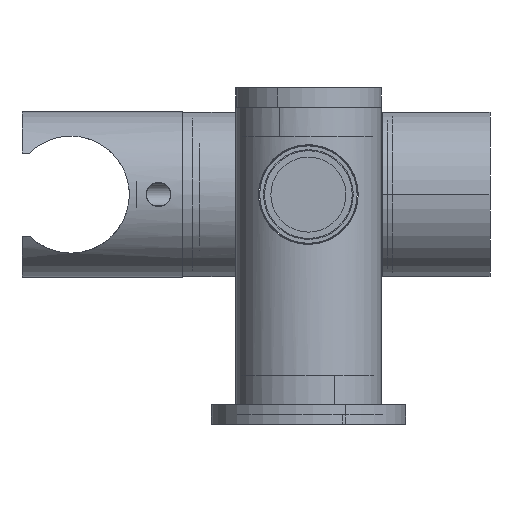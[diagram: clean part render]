
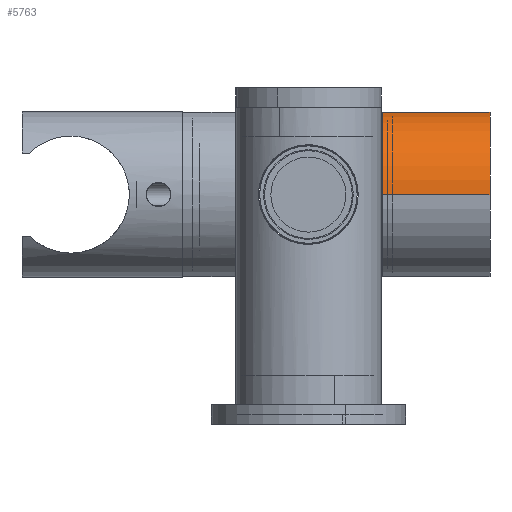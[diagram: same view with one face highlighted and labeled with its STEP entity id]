
A CAD part, front view. The second image highlights one B-rep face of the part: STEP entity #5763.
In plain terms, the highlighted cylindrical face has radius 16.9 mm (diameter 33.8 mm), a partial arc.
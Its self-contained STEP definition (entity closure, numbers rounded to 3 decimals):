
#82 = CYLINDRICAL_SURFACE ( 'NONE', #235, 16.9 ) ;
#116 = LINE ( 'NONE', #2231, #6078 ) ;
#234 = EDGE_CURVE ( 'NONE', #2756, #6410, #2862, .T. ) ;
#235 = AXIS2_PLACEMENT_3D ( 'NONE', #5366, #1150, #6451 ) ;
#412 = CARTESIAN_POINT ( 'NONE',  ( 1.59, 9.78, 16.825 ) ) ;
#440 = DIRECTION ( 'NONE',  ( 0., -1., 0. ) ) ;
#566 = DIRECTION ( 'NONE',  ( 0., 1., 0. ) ) ;
#606 = ORIENTED_EDGE ( 'NONE', *, *, #5156, .F. ) ;
#666 = CARTESIAN_POINT ( 'NONE',  ( 0., 0., -16.9 ) ) ;
#714 = CARTESIAN_POINT ( 'NONE',  ( 1.002, 12.736, 16.871 ) ) ;
#757 = EDGE_CURVE ( 'NONE', #6410, #3169, #6534, .T. ) ;
#783 = CARTESIAN_POINT ( 'NONE',  ( 0.887, 12.797, 16.877 ) ) ;
#805 = CIRCLE ( 'NONE', #2363, 16.9 ) ;
#859 = CARTESIAN_POINT ( 'NONE',  ( 0., 22., -16.9 ) ) ;
#864 = CARTESIAN_POINT ( 'NONE',  ( 1.322, 12.507, 16.848 ) ) ;
#949 = CARTESIAN_POINT ( 'NONE',  ( 2., 11., 16.781 ) ) ;
#1026 = CARTESIAN_POINT ( 'NONE',  ( 1.936, 10.482, 16.789 ) ) ;
#1150 = DIRECTION ( 'NONE',  ( 0., -1., 0. ) ) ;
#1289 = CARTESIAN_POINT ( 'NONE',  ( 1.747, 12.008, 16.81 ) ) ;
#1389 = CARTESIAN_POINT ( 'NONE',  ( 1.598, 12.231, 16.825 ) ) ;
#1514 = CARTESIAN_POINT ( 'NONE',  ( 1.736, 9.998, 16.811 ) ) ;
#1838 = CARTESIAN_POINT ( 'NONE',  ( 2., 11., 16.781 ) ) ;
#1878 = VERTEX_POINT ( 'NONE', #666 ) ;
#1879 = EDGE_CURVE ( 'NONE', #2486, #1878, #4836, .T. ) ;
#2212 = CARTESIAN_POINT ( 'NONE',  ( 0., 0., 0. ) ) ;
#2231 = CARTESIAN_POINT ( 'NONE',  ( 0., 22., -16.9 ) ) ;
#2241 = CARTESIAN_POINT ( 'NONE',  ( 0., 22., 0. ) ) ;
#2363 = AXIS2_PLACEMENT_3D ( 'NONE', #2241, #6491, #5277 ) ;
#2486 = VERTEX_POINT ( 'NONE', #6610 ) ;
#2576 = VERTEX_POINT ( 'NONE', #859 ) ;
#2689 = EDGE_CURVE ( 'NONE', #3941, #2756, #4816, .T. ) ;
#2691 = CARTESIAN_POINT ( 'NONE',  ( 2., 10.868, 16.781 ) ) ;
#2735 = CARTESIAN_POINT ( 'NONE',  ( 0., 13., 16.9 ) ) ;
#2756 = VERTEX_POINT ( 'NONE', #2735 ) ;
#2841 = CARTESIAN_POINT ( 'NONE',  ( 1.219, 12.591, 16.856 ) ) ;
#2862 = B_SPLINE_CURVE_WITH_KNOTS ( 'NONE', 3,
 ( #6121, #3918, #6549, #3357, #3428, #783, #714, #2841, #864, #1389, #1289, #3955, #5557, #1838 ),
 .UNSPECIFIED., .F., .F.,
 ( 4, 2, 2, 2, 2, 2, 4 ),
 ( 0.009, 0.01, 0.01, 0.011, 0.011, 0.012, 0.013 ),
 .UNSPECIFIED. ) ;
#3169 = VERTEX_POINT ( 'NONE', #3359 ) ;
#3175 = CARTESIAN_POINT ( 'NONE',  ( 1.898, 10.355, 16.793 ) ) ;
#3272 = CARTESIAN_POINT ( 'NONE',  ( 0., 22., 16.9 ) ) ;
#3291 = VECTOR ( 'NONE', #5321, 1000. ) ;
#3357 = CARTESIAN_POINT ( 'NONE',  ( 0.518, 12.936, 16.893 ) ) ;
#3359 = CARTESIAN_POINT ( 'NONE',  ( 0., 9., 16.9 ) ) ;
#3428 = CARTESIAN_POINT ( 'NONE',  ( 0.645, 12.898, 16.888 ) ) ;
#3433 = DIRECTION ( 'NONE',  ( 0., 0., 1. ) ) ;
#3698 = VECTOR ( 'NONE', #440, 1000. ) ;
#3800 = CARTESIAN_POINT ( 'NONE',  ( 0., 22., 16.9 ) ) ;
#3819 = DIRECTION ( 'NONE',  ( 0., -1., 0. ) ) ;
#3855 = ORIENTED_EDGE ( 'NONE', *, *, #234, .T. ) ;
#3916 = ORIENTED_EDGE ( 'NONE', *, *, #1879, .T. ) ;
#3918 = CARTESIAN_POINT ( 'NONE',  ( 0.132, 13., 16.9 ) ) ;
#3941 = VERTEX_POINT ( 'NONE', #3272 ) ;
#3955 = CARTESIAN_POINT ( 'NONE',  ( 1.947, 11.527, 16.788 ) ) ;
#4133 = ORIENTED_EDGE ( 'NONE', *, *, #5630, .T. ) ;
#4145 = CARTESIAN_POINT ( 'NONE',  ( 0., 9., 16.9 ) ) ;
#4184 = CARTESIAN_POINT ( 'NONE',  ( 1.229, 9.401, 16.856 ) ) ;
#4331 = EDGE_CURVE ( 'NONE', #2576, #1878, #116, .T. ) ;
#4345 = EDGE_LOOP ( 'NONE', ( #606, #6088, #3855, #5645, #4133, #3916, #4627 ) ) ;
#4627 = ORIENTED_EDGE ( 'NONE', *, *, #4331, .F. ) ;
#4664 = CARTESIAN_POINT ( 'NONE',  ( 1.797, 10.112, 16.804 ) ) ;
#4803 = CARTESIAN_POINT ( 'NONE',  ( 1.506, 9.677, 16.833 ) ) ;
#4816 = LINE ( 'NONE', #3800, #3291 ) ;
#4836 = CIRCLE ( 'NONE', #5191, 16.9 ) ;
#5156 = EDGE_CURVE ( 'NONE', #3941, #2576, #805, .T. ) ;
#5191 = AXIS2_PLACEMENT_3D ( 'NONE', #2212, #566, #3433 ) ;
#5270 = CARTESIAN_POINT ( 'NONE',  ( 0.525, 9.053, 16.894 ) ) ;
#5277 = DIRECTION ( 'NONE',  ( 0., 0., 1. ) ) ;
#5299 = LINE ( 'NONE', #6873, #3698 ) ;
#5321 = DIRECTION ( 'NONE',  ( 0., -1., 0. ) ) ;
#5366 = CARTESIAN_POINT ( 'NONE',  ( 0., 22., 0. ) ) ;
#5557 = CARTESIAN_POINT ( 'NONE',  ( 2., 11.264, 16.781 ) ) ;
#5630 = EDGE_CURVE ( 'NONE', #3169, #2486, #5299, .T. ) ;
#5645 = ORIENTED_EDGE ( 'NONE', *, *, #757, .T. ) ;
#5763 = ADVANCED_FACE ( 'NONE', ( #6552 ), #82, .T. ) ;
#5764 = CARTESIAN_POINT ( 'NONE',  ( 0.261, 9., 16.9 ) ) ;
#6078 = VECTOR ( 'NONE', #3819, 1000. ) ;
#6088 = ORIENTED_EDGE ( 'NONE', *, *, #2689, .T. ) ;
#6121 = CARTESIAN_POINT ( 'NONE',  ( 0., 13., 16.9 ) ) ;
#6326 = CARTESIAN_POINT ( 'NONE',  ( 1.987, 10.738, 16.783 ) ) ;
#6354 = CARTESIAN_POINT ( 'NONE',  ( 1.006, 9.252, 16.872 ) ) ;
#6410 = VERTEX_POINT ( 'NONE', #6845 ) ;
#6451 = DIRECTION ( 'NONE',  ( 0., 0., -1. ) ) ;
#6491 = DIRECTION ( 'NONE',  ( 0., 1., 0. ) ) ;
#6534 = B_SPLINE_CURVE_WITH_KNOTS ( 'NONE', 3,
 ( #949, #2691, #6326, #1026, #3175, #4664, #1514, #412, #4803, #4184, #6354, #5270, #5764, #4145 ),
 .UNSPECIFIED., .F., .F.,
 ( 4, 2, 2, 2, 2, 2, 4 ),
 ( 0., 0., 0.001, 0.001, 0.002, 0.002, 0.003 ),
 .UNSPECIFIED. ) ;
#6549 = CARTESIAN_POINT ( 'NONE',  ( 0.262, 12.987, 16.898 ) ) ;
#6552 = FACE_OUTER_BOUND ( 'NONE', #4345, .T. ) ;
#6610 = CARTESIAN_POINT ( 'NONE',  ( 0., 0., 16.9 ) ) ;
#6845 = CARTESIAN_POINT ( 'NONE',  ( 2., 11., 16.781 ) ) ;
#6873 = CARTESIAN_POINT ( 'NONE',  ( 0., 22., 16.9 ) ) ;
